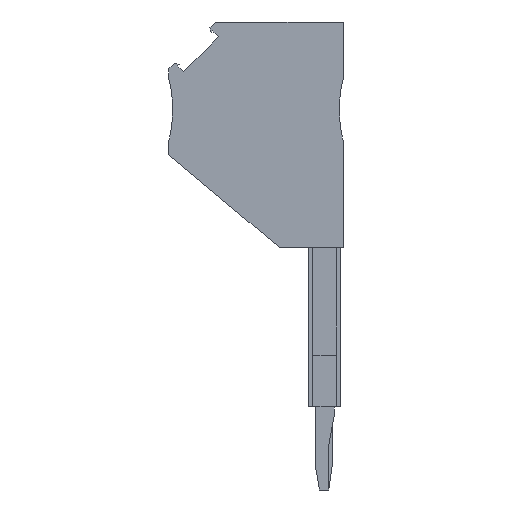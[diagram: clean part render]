
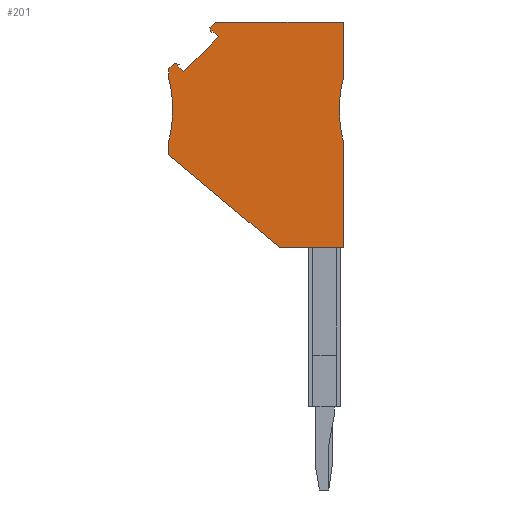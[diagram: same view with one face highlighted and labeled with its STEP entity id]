
A CAD part, left-side view. The second image highlights one B-rep face of the part: STEP entity #201.
In plain terms, the highlighted planar face has unit normal (-1, 0, 0).
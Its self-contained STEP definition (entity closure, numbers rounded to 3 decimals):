
#201=ADVANCED_FACE('',(#423),#424,.T.);
#423=FACE_OUTER_BOUND('',#662,.T.);
#424=PLANE('',#663);
#662=EDGE_LOOP('',(#1217,#1218,#1219,#1220,#1221,#1222,#1223,#1224,#1225,#1226,#1227,#1228,#1229,#1230,#1231,#1232,#1233,#1234,#1235,#1236));
#663=AXIS2_PLACEMENT_3D('',#1237,#1238,#1239);
#1217=ORIENTED_EDGE('',*,*,#1589,.T.);
#1218=ORIENTED_EDGE('',*,*,#1467,.T.);
#1219=ORIENTED_EDGE('',*,*,#1675,.T.);
#1220=ORIENTED_EDGE('',*,*,#1586,.T.);
#1221=ORIENTED_EDGE('',*,*,#1676,.T.);
#1222=ORIENTED_EDGE('',*,*,#1582,.T.);
#1223=ORIENTED_EDGE('',*,*,#1673,.T.);
#1224=ORIENTED_EDGE('',*,*,#1670,.F.);
#1225=ORIENTED_EDGE('',*,*,#1474,.F.);
#1226=ORIENTED_EDGE('',*,*,#1677,.T.);
#1227=ORIENTED_EDGE('',*,*,#1593,.T.);
#1228=ORIENTED_EDGE('',*,*,#1678,.T.);
#1229=ORIENTED_EDGE('',*,*,#1679,.T.);
#1230=ORIENTED_EDGE('',*,*,#1680,.T.);
#1231=ORIENTED_EDGE('',*,*,#1681,.T.);
#1232=ORIENTED_EDGE('',*,*,#1682,.T.);
#1233=ORIENTED_EDGE('',*,*,#1683,.T.);
#1234=ORIENTED_EDGE('',*,*,#1684,.T.);
#1235=ORIENTED_EDGE('',*,*,#1685,.T.);
#1236=ORIENTED_EDGE('',*,*,#1686,.T.);
#1237=CARTESIAN_POINT('',(0.0,15.172,37.528));
#1238=DIRECTION('',(-1.0,0.0,0.0));
#1239=DIRECTION('',(0.0,0.0,-1.0));
#1467=EDGE_CURVE('',#1755,#1752,#1756,.T.);
#1474=EDGE_CURVE('',#1766,#1762,#1768,.T.);
#1582=EDGE_CURVE('',#1940,#1942,#1944,.T.);
#1586=EDGE_CURVE('',#1946,#1948,#1950,.T.);
#1589=EDGE_CURVE('',#1952,#1755,#1954,.T.);
#1593=EDGE_CURVE('',#1956,#1958,#1960,.T.);
#1670=EDGE_CURVE('',#1762,#2067,#2068,.T.);
#1673=EDGE_CURVE('',#1942,#2067,#2071,.T.);
#1675=EDGE_CURVE('',#1752,#1946,#2073,.T.);
#1676=EDGE_CURVE('',#1948,#1940,#2074,.T.);
#1677=EDGE_CURVE('',#1766,#1956,#2075,.T.);
#1678=EDGE_CURVE('',#1958,#2076,#2077,.T.);
#1679=EDGE_CURVE('',#2076,#2078,#2079,.T.);
#1680=EDGE_CURVE('',#2078,#2080,#2081,.T.);
#1681=EDGE_CURVE('',#2080,#2082,#2083,.T.);
#1682=EDGE_CURVE('',#2082,#2084,#2085,.T.);
#1683=EDGE_CURVE('',#2084,#2086,#2087,.T.);
#1684=EDGE_CURVE('',#2086,#2088,#2089,.T.);
#1685=EDGE_CURVE('',#2088,#2090,#2091,.T.);
#1686=EDGE_CURVE('',#2090,#1952,#2092,.T.);
#1752=VERTEX_POINT('',#2176);
#1755=VERTEX_POINT('',#2180);
#1756=CIRCLE('',#2181,16.5);
#1762=VERTEX_POINT('',#2188);
#1766=VERTEX_POINT('',#2193);
#1768=CIRCLE('',#2196,16.5);
#1940=VERTEX_POINT('',#2442);
#1942=VERTEX_POINT('',#2445);
#1944=LINE('',#2448,#2449);
#1946=VERTEX_POINT('',#2451);
#1948=VERTEX_POINT('',#2454);
#1950=LINE('',#2457,#2458);
#1952=VERTEX_POINT('',#2460);
#1954=LINE('',#2463,#2464);
#1956=VERTEX_POINT('',#2466);
#1958=VERTEX_POINT('',#2469);
#1960=LINE('',#2472,#2473);
#2067=VERTEX_POINT('',#2623);
#2068=CIRCLE('',#2624,16.5);
#2071=LINE('',#2628,#2629);
#2073=CIRCLE('',#2631,16.5);
#2074=LINE('',#2632,#2633);
#2075=LINE('',#2634,#2635);
#2076=VERTEX_POINT('',#2636);
#2077=LINE('',#2637,#2638);
#2078=VERTEX_POINT('',#2639);
#2079=LINE('',#2640,#2641);
#2080=VERTEX_POINT('',#2642);
#2081=LINE('',#2643,#2644);
#2082=VERTEX_POINT('',#2645);
#2083=LINE('',#2646,#2647);
#2084=VERTEX_POINT('',#2648);
#2085=LINE('',#2649,#2650);
#2086=VERTEX_POINT('',#2651);
#2087=LINE('',#2652,#2653);
#2088=VERTEX_POINT('',#2654);
#2089=LINE('',#2655,#2656);
#2090=VERTEX_POINT('',#2657);
#2091=LINE('',#2658,#2659);
#2092=LINE('',#2660,#2661);
#2176=CARTESIAN_POINT('',(0.0,21.8,48.625));
#2180=CARTESIAN_POINT('',(0.0,22.3,52.656));
#2181=AXIS2_PLACEMENT_3D('',#2783,#2784,#2785);
#2188=CARTESIAN_POINT('',(0.0,0.5,48.625));
#2193=CARTESIAN_POINT('',(0.0,0.0,52.656));
#2196=AXIS2_PLACEMENT_3D('',#2795,#2796,#2797);
#2442=CARTESIAN_POINT('',(0.0,8.2,31.025));
#2445=CARTESIAN_POINT('',(0.0,0.0,31.025));
#2448=CARTESIAN_POINT('',(0.0,2.836,31.025));
#2449=VECTOR('',#2904,1.0);
#2451=CARTESIAN_POINT('',(0.0,22.3,44.594));
#2454=CARTESIAN_POINT('',(0.0,22.3,42.856));
#2457=CARTESIAN_POINT('',(0.0,22.3,-17.094));
#2458=VECTOR('',#2907,1.0);
#2460=CARTESIAN_POINT('',(0.0,22.3,53.825));
#2463=CARTESIAN_POINT('',(0.0,22.3,-17.094));
#2464=VECTOR('',#2909,1.0);
#2466=CARTESIAN_POINT('',(0.0,0.0,59.825));
#2469=CARTESIAN_POINT('',(0.0,16.3,59.825));
#2472=CARTESIAN_POINT('',(0.0,2.836,59.825));
#2473=VECTOR('',#2912,1.0);
#2623=CARTESIAN_POINT('',(0.0,0.0,44.594));
#2624=AXIS2_PLACEMENT_3D('',#2986,#2987,#2988);
#2628=CARTESIAN_POINT('',(0.0,0.0,-17.094));
#2629=VECTOR('',#2990,1.0);
#2631=AXIS2_PLACEMENT_3D('',#2991,#2992,#2993);
#2632=CARTESIAN_POINT('',(0.0,2.836,26.524));
#2633=VECTOR('',#2994,1.0);
#2634=CARTESIAN_POINT('',(0.0,0.0,-17.094));
#2635=VECTOR('',#2995,1.0);
#2636=CARTESIAN_POINT('',(0.0,17.04,59.085));
#2637=CARTESIAN_POINT('',(0.0,93.219,-17.094));
#2638=VECTOR('',#2996,1.0);
#2639=CARTESIAN_POINT('',(0.0,16.882,58.494));
#2640=CARTESIAN_POINT('',(0.0,-3.372,-17.094));
#2641=VECTOR('',#2997,1.0);
#2642=CARTESIAN_POINT('',(0.0,16.689,58.686));
#2643=CARTESIAN_POINT('',(0.0,92.47,-17.094));
#2644=VECTOR('',#2998,1.0);
#2645=CARTESIAN_POINT('',(0.0,15.932,57.93));
#2646=CARTESIAN_POINT('',(0.0,-59.092,-17.094));
#2647=VECTOR('',#2999,1.0);
#2648=CARTESIAN_POINT('',(0.0,20.405,53.457));
#2649=CARTESIAN_POINT('',(0.0,90.956,-17.094));
#2650=VECTOR('',#3000,1.0);
#2651=CARTESIAN_POINT('',(0.0,21.161,54.214));
#2652=CARTESIAN_POINT('',(0.0,-50.147,-17.094));
#2653=VECTOR('',#3001,1.0);
#2654=CARTESIAN_POINT('',(0.0,20.969,54.407));
#2655=CARTESIAN_POINT('',(0.0,92.47,-17.094));
#2656=VECTOR('',#3002,1.0);
#2657=CARTESIAN_POINT('',(0.0,21.56,54.565));
#2658=CARTESIAN_POINT('',(0.0,2.836,49.548));
#2659=VECTOR('',#3003,1.0);
#2660=CARTESIAN_POINT('',(0.0,93.219,-17.094));
#2661=VECTOR('',#3004,1.0);
#2783=CARTESIAN_POINT('',(0.0,38.3,48.625));
#2784=DIRECTION('',(1.0,0.0,0.0));
#2785=DIRECTION('',(0.0,1.0,0.0));
#2795=CARTESIAN_POINT('',(0.0,-16.0,48.625));
#2796=DIRECTION('',(-1.0,0.0,0.0));
#2797=DIRECTION('',(0.0,-1.0,0.0));
#2904=DIRECTION('',(0.0,-1.0,0.0));
#2907=DIRECTION('',(0.0,0.0,-1.0));
#2909=DIRECTION('',(0.0,0.0,-1.0));
#2912=DIRECTION('',(0.0,1.0,0.0));
#2986=CARTESIAN_POINT('',(0.0,-16.0,48.625));
#2987=DIRECTION('',(-1.0,0.0,0.0));
#2988=DIRECTION('',(0.0,-1.0,0.0));
#2990=DIRECTION('',(0.0,0.0,1.0));
#2991=CARTESIAN_POINT('',(0.0,38.3,48.625));
#2992=DIRECTION('',(1.0,0.0,0.0));
#2993=DIRECTION('',(0.0,1.0,0.0));
#2994=DIRECTION('',(0.0,-0.766,-0.643));
#2995=DIRECTION('',(0.0,0.0,1.0));
#2996=DIRECTION('',(0.0,0.707,-0.707));
#2997=DIRECTION('',(0.0,-0.259,-0.966));
#2998=DIRECTION('',(0.0,-0.707,0.707));
#2999=DIRECTION('',(0.0,-0.707,-0.707));
#3000=DIRECTION('',(0.0,0.707,-0.707));
#3001=DIRECTION('',(0.0,0.707,0.707));
#3002=DIRECTION('',(0.0,-0.707,0.707));
#3003=DIRECTION('',(0.0,0.966,0.259));
#3004=DIRECTION('',(0.0,0.707,-0.707));
